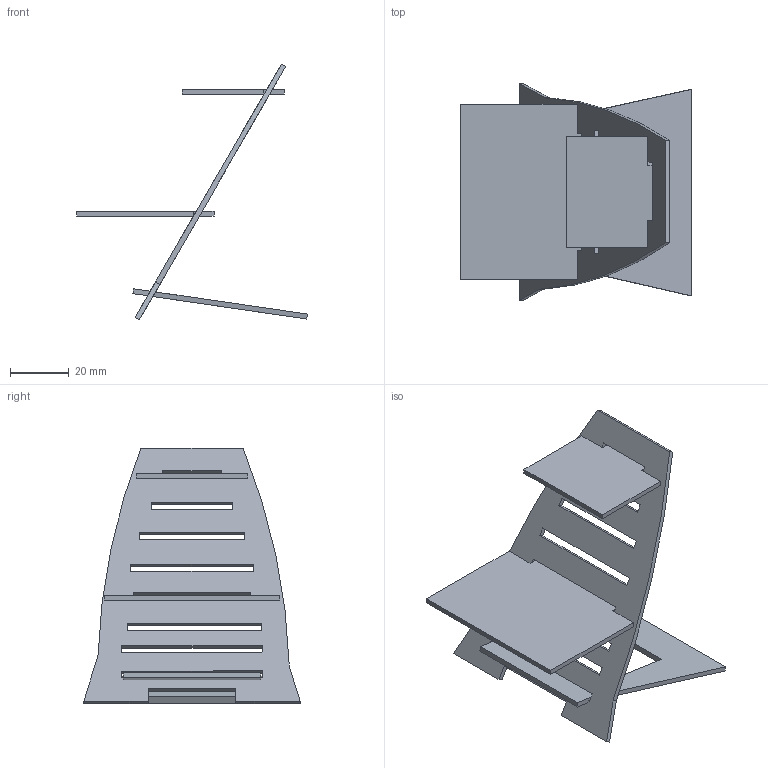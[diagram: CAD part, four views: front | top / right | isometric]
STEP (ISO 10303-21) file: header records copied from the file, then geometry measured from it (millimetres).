
FILE_DESCRIPTION( ( '' ), ' ' );
FILE_NAME( '5ed19e0d88b5cd14f52d63c5.step', '2020-05-29T23:43:12', ( '' ), ( '' ), ' ', ' ', ' ' );
FILE_SCHEMA( ( 'AUTOMOTIVE_DESIGN { 1 0 10303 214 1 1 1 1 }' ) );
Length unit declared in the file: metre
Products named in the file (4): Part 4; Part 3; Part 2; Part 1
Bounding box: 78.93 x 74 x 87.45 mm (x, y, z)
Volume: 18345.2 mm3; surface area: 24562.7 mm2
Topology: 4 solids, 4 shells, 81 faces, 219 edges, 146 vertices
Faces by surface type: plane 79, cylinder 2
Entity records: 3227 total; most frequent: CARTESIAN_POINT 450, ORIENTED_EDGE 438, DIRECTION 393, EDGE_CURVE 219, LINE 215, VECTOR 215, VERTEX_POINT 146, EDGE_LOOP 99
